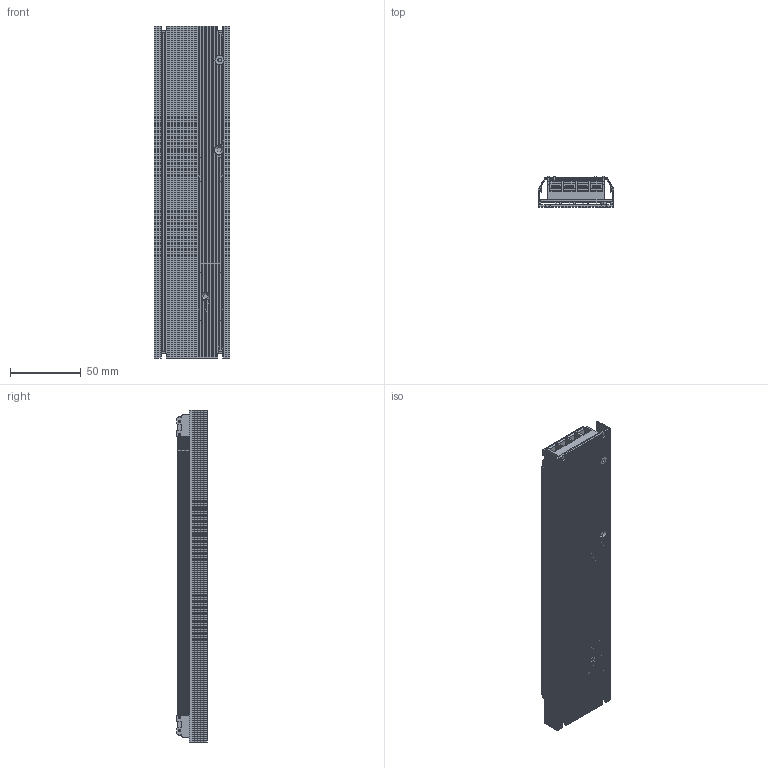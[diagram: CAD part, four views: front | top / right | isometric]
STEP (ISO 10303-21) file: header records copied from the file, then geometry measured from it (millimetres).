
FILE_DESCRIPTION (( 'STEP AP214' ), '1' );
FILE_NAME ('CDKL-S100~150W三维图-202505.STEP', '2025-04-18T05:43:30', ( '万丰电脑' ), ( '电话：0577-62733550' ), 'SwSTEP 2.0', 'SolidWorks 2020', '' );
FILE_SCHEMA (( 'AUTOMOTIVE_DESIGN' ));
Length unit declared in the file: millimetre
Products named in the file (6): CDKL-S100~150W三维图-202505; CDKL-S100菁2; 4弇傷赽; CDKL-S100裔2; 盄繚啣100W2; 3弇傷赽
Assembly tree (5 placements, depth 2):
  CDKL-S100~150W三维图-202505
    CDKL-S100菁2
    CDKL-S100裔2
    盄繚啣100W2
    3弇傷赽
    4弇傷赽
Bounding box: 53.09 x 21.8 x 234 mm (x, y, z)
Volume: 59546.2 mm3; surface area: 105814.1 mm2
Topology: 20 solids, 20 shells, 2461 faces, 6901 edges, 4459 vertices
Faces by surface type: plane 2051, cylinder 332, torus 45, sphere 16, bspline 12, cone 5
Entity records: 93973 total; most frequent: CARTESIAN_POINT 14903, ORIENTED_EDGE 13754, DIRECTION 12461, EDGE_CURVE 6877, LINE 5903, VECTOR 5903, VERTEX_POINT 4451, AXIS2_PLACEMENT_3D 3279
